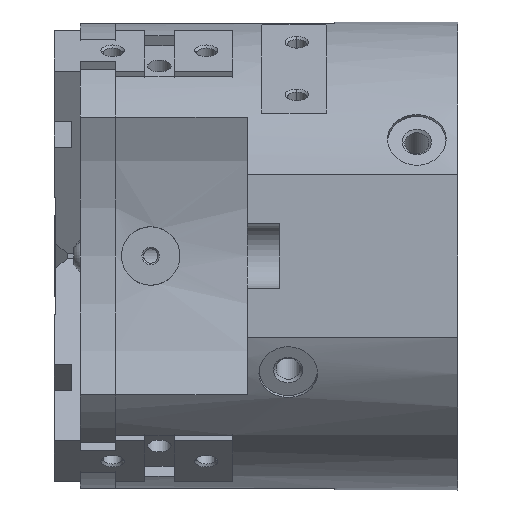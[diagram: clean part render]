
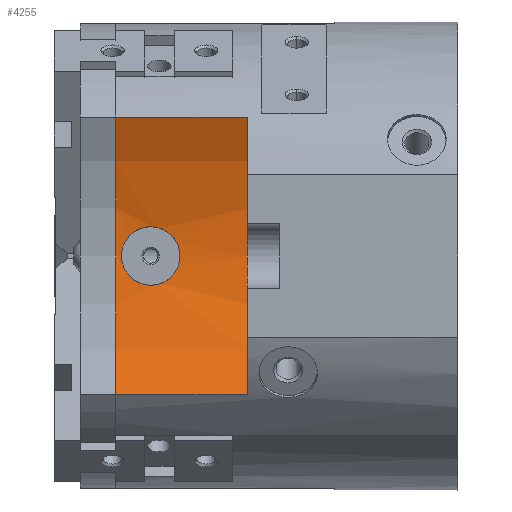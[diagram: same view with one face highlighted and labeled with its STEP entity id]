
A CAD part, left-side view. The second image highlights one B-rep face of the part: STEP entity #4255.
In plain terms, the highlighted cylindrical face has radius 52.5 mm (diameter 105 mm), a partial arc.
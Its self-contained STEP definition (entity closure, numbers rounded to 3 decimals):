
#2513 = EDGE_CURVE( '', #5187, #5145, #7114, .T. );
#3151 = EDGE_CURVE( '', #6503, #4951, #7815, .T. );
#3483 = VERTEX_POINT( '', #8181 );
#3669 = EDGE_CURVE( '', #5145, #5187, #8391, .T. );
#4255 = ADVANCED_FACE( '', ( #9037, #9038 ), #9039, .F. );
#4787 = VERTEX_POINT( '', #9637 );
#4951 = VERTEX_POINT( '', #9812 );
#5145 = VERTEX_POINT( '', #10024 );
#5187 = VERTEX_POINT( '', #10068 );
#5283 = EDGE_CURVE( '', #3483, #4787, #10178, .T. );
#5909 = EDGE_CURVE( '', #4787, #6503, #10875, .T. );
#6149 = EDGE_CURVE( '', #3483, #4951, #11144, .T. );
#6503 = VERTEX_POINT( '', #11546 );
#7114 = B_SPLINE_CURVE_WITH_KNOTS( '', 3, ( #12321, #12322, #12323, #12324, #12325, #12326, #12327, #12328, #12329, #12330, #12331, #12332, #12333, #12334, #12335, #12336, #12337, #12338, #12339, #12340, #12341, #12342, #12343, #12344, #12345, #12346, #12347, #12348, #12349, #12350, #12351, #12352, #12353, #12354 ), .UNSPECIFIED., .F., .F., ( 4, 2, 2, 2, 2, 2, 2, 2, 2, 2, 2, 2, 2, 2, 2, 2, 4 ), ( 15.077, 16.02, 16.962, 17.904, 18.847, 19.789, 20.731, 21.674, 22.616, 23.558, 24.501, 25.443, 26.385, 27.328, 28.27, 29.212, 30.155 ), .UNSPECIFIED. );
#7815 = LINE( '', #13370, #13371 );
#8181 = CARTESIAN_POINT( '', ( -32.182, 58.49, 23.755 ) );
#8391 = B_SPLINE_CURVE_WITH_KNOTS( '', 3, ( #14187, #14188, #14189, #14190, #14191, #14192, #14193, #14194, #14195, #14196, #14197, #14198, #14199, #14200, #14201, #14202, #14203, #14204, #14205, #14206, #14207, #14208, #14209, #14210, #14211, #14212, #14213, #14214, #14215, #14216, #14217, #14218, #14219, #14220 ), .UNSPECIFIED., .F., .F., ( 4, 2, 2, 2, 2, 2, 2, 2, 2, 2, 2, 2, 2, 2, 2, 2, 4 ), ( 0., 0.942, 1.885, 2.827, 3.769, 4.712, 5.654, 6.596, 7.539, 8.481, 9.423, 10.366, 11.308, 12.25, 13.193, 14.135, 15.077 ), .UNSPECIFIED. );
#9037 = FACE_OUTER_BOUND( '', #15159, .T. );
#9038 = FACE_BOUND( '', #15160, .T. );
#9039 = CYLINDRICAL_SURFACE( '', #15161, 52.5 );
#9637 = CARTESIAN_POINT( '', ( -32.182, 36., 23.755 ) );
#9812 = CARTESIAN_POINT( '', ( -32.182, 58.49, -23.755 ) );
#10024 = CARTESIAN_POINT( '', ( -26.739, 52.5, 5. ) );
#10068 = CARTESIAN_POINT( '', ( -26.739, 52.5, -5. ) );
#10178 = LINE( '', #16858, #16859 );
#10875 = CIRCLE( '', #17925, 52.5 );
#11144 = CIRCLE( '', #18359, 52.5 );
#11546 = CARTESIAN_POINT( '', ( -32.182, 36., -23.755 ) );
#12321 = CARTESIAN_POINT( '', ( -26.739, 52.5, -5. ) );
#12322 = CARTESIAN_POINT( '', ( -26.739, 52.814, -5. ) );
#12323 = CARTESIAN_POINT( '', ( -26.736, 53.139, -4.97 ) );
#12324 = CARTESIAN_POINT( '', ( -26.724, 53.785, -4.843 ) );
#12325 = CARTESIAN_POINT( '', ( -26.715, 54.106, -4.747 ) );
#12326 = CARTESIAN_POINT( '', ( -26.692, 54.722, -4.492 ) );
#12327 = CARTESIAN_POINT( '', ( -26.679, 55.017, -4.333 ) );
#12328 = CARTESIAN_POINT( '', ( -26.65, 55.563, -3.966 ) );
#12329 = CARTESIAN_POINT( '', ( -26.634, 55.814, -3.757 ) );
#12330 = CARTESIAN_POINT( '', ( -26.604, 56.257, -3.314 ) );
#12331 = CARTESIAN_POINT( '', ( -26.589, 56.466, -3.063 ) );
#12332 = CARTESIAN_POINT( '', ( -26.56, 56.833, -2.517 ) );
#12333 = CARTESIAN_POINT( '', ( -26.546, 56.992, -2.222 ) );
#12334 = CARTESIAN_POINT( '', ( -26.524, 57.247, -1.606 ) );
#12335 = CARTESIAN_POINT( '', ( -26.515, 57.343, -1.285 ) );
#12336 = CARTESIAN_POINT( '', ( -26.503, 57.47, -0.639 ) );
#12337 = CARTESIAN_POINT( '', ( -26.5, 57.5, -0.314 ) );
#12338 = CARTESIAN_POINT( '', ( -26.5, 57.5, 0.314 ) );
#12339 = CARTESIAN_POINT( '', ( -26.503, 57.47, 0.639 ) );
#12340 = CARTESIAN_POINT( '', ( -26.515, 57.343, 1.285 ) );
#12341 = CARTESIAN_POINT( '', ( -26.524, 57.247, 1.606 ) );
#12342 = CARTESIAN_POINT( '', ( -26.546, 56.992, 2.222 ) );
#12343 = CARTESIAN_POINT( '', ( -26.56, 56.833, 2.517 ) );
#12344 = CARTESIAN_POINT( '', ( -26.589, 56.466, 3.063 ) );
#12345 = CARTESIAN_POINT( '', ( -26.604, 56.257, 3.314 ) );
#12346 = CARTESIAN_POINT( '', ( -26.634, 55.814, 3.757 ) );
#12347 = CARTESIAN_POINT( '', ( -26.65, 55.563, 3.966 ) );
#12348 = CARTESIAN_POINT( '', ( -26.679, 55.017, 4.333 ) );
#12349 = CARTESIAN_POINT( '', ( -26.692, 54.722, 4.492 ) );
#12350 = CARTESIAN_POINT( '', ( -26.715, 54.106, 4.747 ) );
#12351 = CARTESIAN_POINT( '', ( -26.724, 53.785, 4.843 ) );
#12352 = CARTESIAN_POINT( '', ( -26.736, 53.139, 4.97 ) );
#12353 = CARTESIAN_POINT( '', ( -26.739, 52.814, 5. ) );
#12354 = CARTESIAN_POINT( '', ( -26.739, 52.5, 5. ) );
#13370 = CARTESIAN_POINT( '', ( -32.182, 64.5, -23.755 ) );
#13371 = VECTOR( '', #20549, 1. );
#14187 = CARTESIAN_POINT( '', ( -26.739, 52.5, 5. ) );
#14188 = CARTESIAN_POINT( '', ( -26.739, 52.186, 5. ) );
#14189 = CARTESIAN_POINT( '', ( -26.736, 51.861, 4.97 ) );
#14190 = CARTESIAN_POINT( '', ( -26.724, 51.215, 4.843 ) );
#14191 = CARTESIAN_POINT( '', ( -26.715, 50.894, 4.747 ) );
#14192 = CARTESIAN_POINT( '', ( -26.692, 50.278, 4.492 ) );
#14193 = CARTESIAN_POINT( '', ( -26.679, 49.983, 4.333 ) );
#14194 = CARTESIAN_POINT( '', ( -26.65, 49.437, 3.966 ) );
#14195 = CARTESIAN_POINT( '', ( -26.634, 49.186, 3.757 ) );
#14196 = CARTESIAN_POINT( '', ( -26.604, 48.743, 3.314 ) );
#14197 = CARTESIAN_POINT( '', ( -26.589, 48.534, 3.063 ) );
#14198 = CARTESIAN_POINT( '', ( -26.56, 48.167, 2.517 ) );
#14199 = CARTESIAN_POINT( '', ( -26.546, 48.008, 2.222 ) );
#14200 = CARTESIAN_POINT( '', ( -26.524, 47.753, 1.606 ) );
#14201 = CARTESIAN_POINT( '', ( -26.515, 47.657, 1.285 ) );
#14202 = CARTESIAN_POINT( '', ( -26.503, 47.53, 0.639 ) );
#14203 = CARTESIAN_POINT( '', ( -26.5, 47.5, 0.314 ) );
#14204 = CARTESIAN_POINT( '', ( -26.5, 47.5, -0.314 ) );
#14205 = CARTESIAN_POINT( '', ( -26.503, 47.53, -0.639 ) );
#14206 = CARTESIAN_POINT( '', ( -26.515, 47.657, -1.285 ) );
#14207 = CARTESIAN_POINT( '', ( -26.524, 47.753, -1.606 ) );
#14208 = CARTESIAN_POINT( '', ( -26.546, 48.008, -2.222 ) );
#14209 = CARTESIAN_POINT( '', ( -26.56, 48.167, -2.517 ) );
#14210 = CARTESIAN_POINT( '', ( -26.589, 48.534, -3.063 ) );
#14211 = CARTESIAN_POINT( '', ( -26.604, 48.743, -3.314 ) );
#14212 = CARTESIAN_POINT( '', ( -26.634, 49.186, -3.757 ) );
#14213 = CARTESIAN_POINT( '', ( -26.65, 49.437, -3.966 ) );
#14214 = CARTESIAN_POINT( '', ( -26.679, 49.983, -4.333 ) );
#14215 = CARTESIAN_POINT( '', ( -26.692, 50.278, -4.492 ) );
#14216 = CARTESIAN_POINT( '', ( -26.715, 50.894, -4.747 ) );
#14217 = CARTESIAN_POINT( '', ( -26.724, 51.215, -4.843 ) );
#14218 = CARTESIAN_POINT( '', ( -26.736, 51.861, -4.97 ) );
#14219 = CARTESIAN_POINT( '', ( -26.739, 52.186, -5. ) );
#14220 = CARTESIAN_POINT( '', ( -26.739, 52.5, -5. ) );
#15159 = EDGE_LOOP( '', ( #21912, #21913, #21914, #21915 ) );
#15160 = EDGE_LOOP( '', ( #21916, #21917 ) );
#15161 = AXIS2_PLACEMENT_3D( '', #21918, #21919, #21920 );
#16858 = CARTESIAN_POINT( '', ( -32.182, 64.5, 23.755 ) );
#16859 = VECTOR( '', #23259, 1. );
#17925 = AXIS2_PLACEMENT_3D( '', #24049, #24050, #24051 );
#18359 = AXIS2_PLACEMENT_3D( '', #24373, #24374, #24375 );
#20549 = DIRECTION( '', ( 0., 1., 0. ) );
#21912 = ORIENTED_EDGE( '', *, *, #6149, .T. );
#21913 = ORIENTED_EDGE( '', *, *, #3151, .F. );
#21914 = ORIENTED_EDGE( '', *, *, #5909, .F. );
#21915 = ORIENTED_EDGE( '', *, *, #5283, .F. );
#21916 = ORIENTED_EDGE( '', *, *, #3669, .T. );
#21917 = ORIENTED_EDGE( '', *, *, #2513, .T. );
#21918 = CARTESIAN_POINT( '', ( -79., 64.5, 0. ) );
#21919 = DIRECTION( '', ( 0., 1., 0. ) );
#21920 = DIRECTION( '', ( 0.841, 0., -0.542 ) );
#23259 = DIRECTION( '', ( 0., -1., 0. ) );
#24049 = CARTESIAN_POINT( '', ( -79., 36., 0. ) );
#24050 = DIRECTION( '', ( 0., 1., 0. ) );
#24051 = DIRECTION( '', ( 0.841, 0., -0.542 ) );
#24373 = CARTESIAN_POINT( '', ( -79., 58.49, 0. ) );
#24374 = DIRECTION( '', ( 0., 1., 0. ) );
#24375 = DIRECTION( '', ( 0.841, 0., -0.542 ) );
